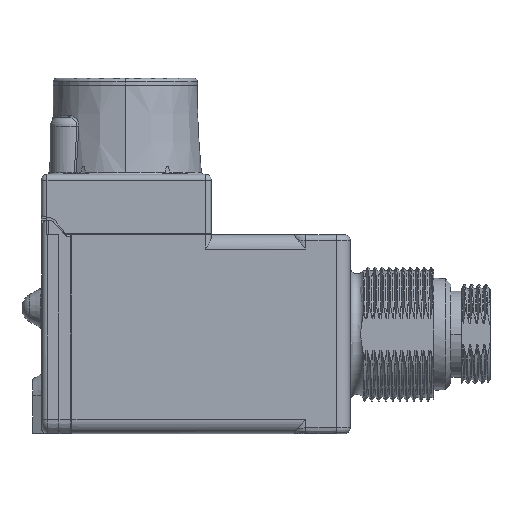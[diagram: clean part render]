
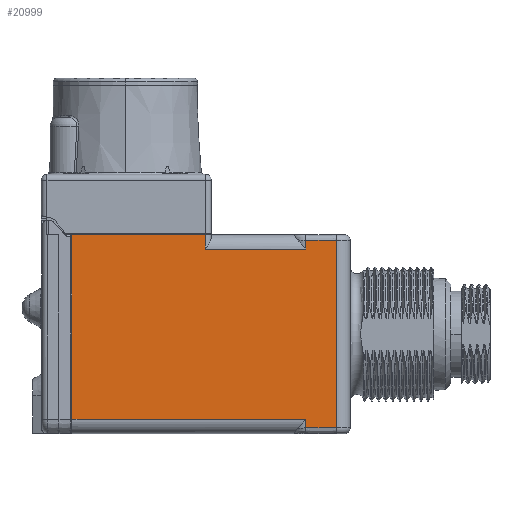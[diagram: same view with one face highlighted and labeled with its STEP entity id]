
A CAD part, left-side view. The second image highlights one B-rep face of the part: STEP entity #20999.
In plain terms, the highlighted planar face has unit normal (-1, 0, 0).
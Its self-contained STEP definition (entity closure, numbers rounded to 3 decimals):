
#234=DIRECTION('',(0.,1.,0.));
#235=VECTOR('',#234,29.84);
#236=CARTESIAN_POINT('',(-22.225,-27.05,22.225));
#237=LINE('',#236,#235);
#4572=DIRECTION('',(0.,0.,1.));
#4573=VECTOR('',#4572,41.27);
#4574=CARTESIAN_POINT('',(-22.225,2.79,-19.045));
#4575=LINE('',#4574,#4573);
#4576=DIRECTION('',(0.,0.,1.));
#4577=VECTOR('',#4576,3.18);
#4578=CARTESIAN_POINT('',(-22.225,-27.05,19.045));
#4579=LINE('',#4578,#4577);
#4580=DIRECTION('',(0.,0.,-1.));
#4581=VECTOR('',#4580,1.91);
#4582=CARTESIAN_POINT('',(-22.225,-49.53,
20.955));
#4583=LINE('',#4582,#4581);
#4584=CARTESIAN_POINT('',(-22.225,-49.53,
20.955));
#4585=CARTESIAN_POINT('',(-22.225,-49.897,
20.952));
#4586=CARTESIAN_POINT('',(-22.225,-50.665,
20.957));
#4587=CARTESIAN_POINT('',(-22.225,-51.916,
20.955));
#4588=CARTESIAN_POINT('',(-22.225,-53.259,
20.955));
#4589=CARTESIAN_POINT('',(-22.225,-54.698,
20.955));
#4590=CARTESIAN_POINT('',(-22.225,-55.728,20.955));
#4591=CARTESIAN_POINT('',(-22.225,-56.26,20.955));
#4593=DIRECTION('',(0.,0.,-1.));
#4594=VECTOR('',#4593,41.91);
#4595=CARTESIAN_POINT('',(-22.225,-56.26,20.955));
#4596=LINE('',#4595,#4594);
#4597=CARTESIAN_POINT('',(-22.225,-56.26,-20.955));
#4598=CARTESIAN_POINT('',(-22.225,-55.809,-20.955));
#4599=CARTESIAN_POINT('',(-22.225,-54.935,
-20.955));
#4600=CARTESIAN_POINT('',(-22.225,-53.704,
-20.955));
#4601=CARTESIAN_POINT('',(-22.225,-52.549,
-20.955));
#4602=CARTESIAN_POINT('',(-22.225,-51.467,
-20.954));
#4603=CARTESIAN_POINT('',(-22.225,-50.454,
-20.957));
#4604=CARTESIAN_POINT('',(-22.225,-49.83,
-20.953));
#4605=CARTESIAN_POINT('',(-22.225,-49.53,
-20.955));
#4607=DIRECTION('',(0.,0.,-1.));
#4608=VECTOR('',#4607,1.91);
#4609=CARTESIAN_POINT('',(-22.225,-49.53,-19.045));
#4610=LINE('',#4609,#4608);
#4636=DIRECTION('',(0.,1.,0.));
#4637=VECTOR('',#4636,22.48);
#4638=CARTESIAN_POINT('',(-22.225,-49.53,19.045));
#4639=LINE('',#4638,#4637);
#4863=DIRECTION('',(0.,-1.,0.));
#4864=VECTOR('',#4863,52.32);
#4865=CARTESIAN_POINT('',(-22.225,2.79,-19.045));
#4866=LINE('',#4865,#4864);
#4881=CARTESIAN_POINT('',(-22.225,-49.53,-19.045));
#13694=CARTESIAN_POINT('',(-22.225,2.79,-19.045));
#13695=CARTESIAN_POINT('',(-22.225,2.79,22.225));
#13696=VERTEX_POINT('',#13694);
#13697=VERTEX_POINT('',#13695);
#13762=CARTESIAN_POINT('',(-22.225,-56.26,20.955));
#13763=VERTEX_POINT('',#13762);
#13765=VERTEX_POINT('',#4584);
#13768=VERTEX_POINT('',#4597);
#13769=VERTEX_POINT('',#4605);
#13788=CARTESIAN_POINT('',(-22.225,-49.53,19.045));
#13789=VERTEX_POINT('',#13788);
#13793=VERTEX_POINT('',#4881);
#13830=CARTESIAN_POINT('',(-22.225,-27.05,22.225));
#13832=VERTEX_POINT('',#13830);
#13836=CARTESIAN_POINT('',(-22.225,-27.05,19.045));
#13837=VERTEX_POINT('',#13836);
#20974=CARTESIAN_POINT('',(-22.225,-59.44,-22.225));
#20975=DIRECTION('',(-1.,0.,0.));
#20976=DIRECTION('',(0.,0.,1.));
#20977=AXIS2_PLACEMENT_3D('',#20974,#20975,#20976);
#20978=PLANE('',#20977);
#20979=ORIENTED_EDGE('',*,*,#15784,.T.);
#20980=ORIENTED_EDGE('',*,*,#15553,.F.);
#20982=ORIENTED_EDGE('',*,*,#20981,.F.);
#20984=ORIENTED_EDGE('',*,*,#20983,.F.);
#20986=ORIENTED_EDGE('',*,*,#20985,.F.);
#20988=ORIENTED_EDGE('',*,*,#20987,.T.);
#20990=ORIENTED_EDGE('',*,*,#20989,.T.);
#20992=ORIENTED_EDGE('',*,*,#20991,.T.);
#20994=ORIENTED_EDGE('',*,*,#20993,.F.);
#20996=ORIENTED_EDGE('',*,*,#20995,.F.);
#20997=EDGE_LOOP('',(#20979,#20980,#20982,#20984,#20986,#20988,#20990,#20992,
#20994,#20996));
#20998=FACE_OUTER_BOUND('',#20997,.F.);
#20999=ADVANCED_FACE('',(#20998),#20978,.T.);
#4592=B_SPLINE_CURVE_WITH_KNOTS('',3,(#4584,#4585,#4586,#4587,#4588,#4589,#4590,
#4591),.UNSPECIFIED.,.F.,.F.,(4,1,1,1,1,4),(0.,0.2,0.4,0.6,0.8,1.),
.UNSPECIFIED.);
#4606=B_SPLINE_CURVE_WITH_KNOTS('',3,(#4597,#4598,#4599,#4600,#4601,#4602,#4603,
#4604,#4605),.UNSPECIFIED.,.F.,.F.,(4,1,1,1,1,1,4),(0.,0.167,
0.333,0.5,0.667,0.833,1.),
.UNSPECIFIED.);
#15553=EDGE_CURVE('',#13832,#13697,#237,.T.);
#15784=EDGE_CURVE('',#13696,#13697,#4575,.T.);
#20981=EDGE_CURVE('',#13837,#13832,#4579,.T.);
#20983=EDGE_CURVE('',#13789,#13837,#4639,.T.);
#20985=EDGE_CURVE('',#13765,#13789,#4583,.T.);
#20987=EDGE_CURVE('',#13765,#13763,#4592,.T.);
#20989=EDGE_CURVE('',#13763,#13768,#4596,.T.);
#20991=EDGE_CURVE('',#13768,#13769,#4606,.T.);
#20993=EDGE_CURVE('',#13793,#13769,#4610,.T.);
#20995=EDGE_CURVE('',#13696,#13793,#4866,.T.);
